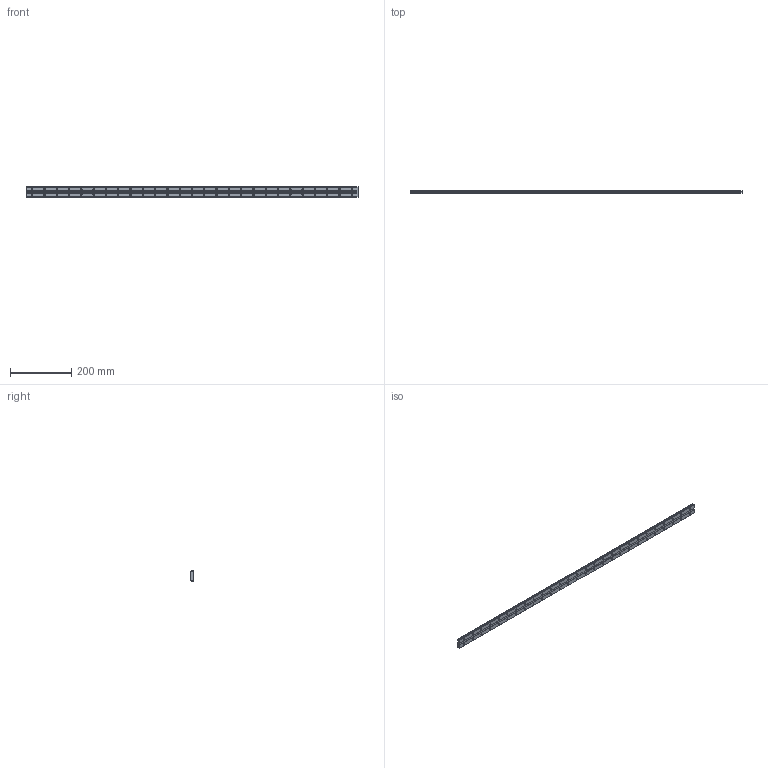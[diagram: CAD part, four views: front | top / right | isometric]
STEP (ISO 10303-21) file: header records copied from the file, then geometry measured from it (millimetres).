
FILE_DESCRIPTION (( 'STEP AP214' ), '1' );
FILE_NAME ('HRW17CA1UU-1080L_G20_0_PB107_514-6_0_0_0_1.STEP', '2021-07-01T10:59:11', ( '' ), ( '' ), 'SwSTEP 2.0', 'SolidWorks 2021', '' );
FILE_SCHEMA (( 'AUTOMOTIVE_DESIGN' ));
Length unit declared in the file: millimetre
Products named in the file (2): HRW17CA1UU-1080L_G20_0_PB107_514-6_0_0_0_1; _HRW17CA108020 Track
Assembly tree (1 placements, depth 2):
  HRW17CA1UU-1080L_G20_0_PB107_514-6_0_0_0_1
    _HRW17CA108020 Track
Bounding box: 1080 x 9 x 33 mm (x, y, z)
Volume: 279898.8 mm3; surface area: 102138.1 mm2
Topology: 1 solids, 1 shells, 304 faces, 744 edges, 496 vertices
Faces by surface type: cylinder 220, plane 84
Entity records: 9470 total; most frequent: DIRECTION 1800, CARTESIAN_POINT 1548, ORIENTED_EDGE 1488, AXIS2_PLACEMENT_3D 748, EDGE_CURVE 744, VERTEX_POINT 496, EDGE_LOOP 466, CIRCLE 440
